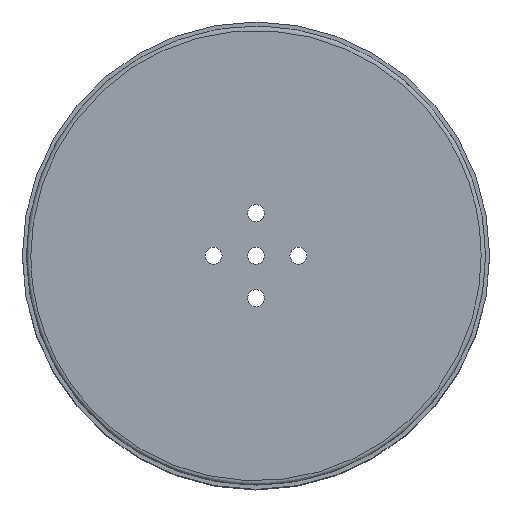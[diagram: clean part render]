
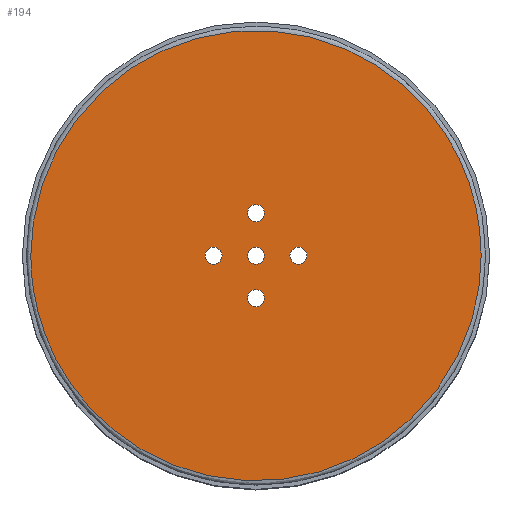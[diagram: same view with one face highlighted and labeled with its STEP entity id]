
A CAD part, top view. The second image highlights one B-rep face of the part: STEP entity #194.
In plain terms, the highlighted planar face has unit normal (0, 0, 1).
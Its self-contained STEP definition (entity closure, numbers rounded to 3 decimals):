
#31 = AXIS2_PLACEMENT_3D ( 'NONE', #576, #89, #655 ) ;
#49 = VERTEX_POINT ( 'NONE', #896 ) ;
#67 =( BOUNDED_CURVE ( )  B_SPLINE_CURVE ( 3, ( #244, #527, #802, #377, #727, #730, #117 ),
 .UNSPECIFIED., .T., .T. ) 
 B_SPLINE_CURVE_WITH_KNOTS ( ( 4, 3, 4 ),
 ( 0., 0.5, 1. ),
 .UNSPECIFIED. ) 
 CURVE ( )  GEOMETRIC_REPRESENTATION_ITEM ( )  RATIONAL_B_SPLINE_CURVE ( ( 1., 0.333, 0.333, 1., 0.333, 0.333, 1. ) ) 
 REPRESENTATION_ITEM ( '' )  );
#79 = ORIENTED_EDGE ( 'NONE', *, *, #881, .T. ) ;
#89 = DIRECTION ( 'NONE',  ( 0., 0., -1. ) ) ;
#92 = VERTEX_POINT ( 'NONE', #288 ) ;
#100 = CIRCLE ( 'NONE', #31, 1. ) ;
#103 = EDGE_CURVE ( 'NONE', #804, #804, #100, .T. ) ;
#105 = AXIS2_PLACEMENT_3D ( 'NONE', #443, #785, #301 ) ;
#109 = DIRECTION ( 'NONE',  ( 1., 0., 0. ) ) ;
#117 = CARTESIAN_POINT ( 'NONE',  ( 26.5, 0., 18. ) ) ;
#129 = EDGE_LOOP ( 'NONE', ( #689 ) ) ;
#139 = FACE_BOUND ( 'NONE', #525, .T. ) ;
#141 = AXIS2_PLACEMENT_3D ( 'NONE', #725, #316, #522 ) ;
#159 = DIRECTION ( 'NONE',  ( 0., 0., -1. ) ) ;
#176 = CIRCLE ( 'NONE', #311, 1. ) ;
#194 = ADVANCED_FACE ( 'NONE', ( #487, #360, #651, #674, #693, #139 ), #782, .T. ) ;
#197 = ORIENTED_EDGE ( 'NONE', *, *, #103, .T. ) ;
#211 = EDGE_LOOP ( 'NONE', ( #280 ) ) ;
#244 = CARTESIAN_POINT ( 'NONE',  ( 26.5, 0., 18. ) ) ;
#275 = DIRECTION ( 'NONE',  ( 0., 0., -1. ) ) ;
#276 = CIRCLE ( 'NONE', #105, 1. ) ;
#280 = ORIENTED_EDGE ( 'NONE', *, *, #577, .T. ) ;
#288 = CARTESIAN_POINT ( 'NONE',  ( 26.5, 0., 18. ) ) ;
#292 = CARTESIAN_POINT ( 'NONE',  ( -27., 0., 18. ) ) ;
#301 = DIRECTION ( 'NONE',  ( -1., 0., 0. ) ) ;
#311 = AXIS2_PLACEMENT_3D ( 'NONE', #750, #275, #832 ) ;
#316 = DIRECTION ( 'NONE',  ( 0., 0., -1. ) ) ;
#337 = EDGE_LOOP ( 'NONE', ( #835 ) ) ;
#341 = EDGE_CURVE ( 'NONE', #788, #788, #276, .T. ) ;
#347 = EDGE_LOOP ( 'NONE', ( #79 ) ) ;
#358 = AXIS2_PLACEMENT_3D ( 'NONE', #780, #159, #795 ) ;
#360 = FACE_BOUND ( 'NONE', #347, .T. ) ;
#377 = CARTESIAN_POINT ( 'NONE',  ( -26.5, 0., 18. ) ) ;
#383 = EDGE_CURVE ( 'NONE', #49, #49, #594, .T. ) ;
#393 = VERTEX_POINT ( 'NONE', #649 ) ;
#409 = VERTEX_POINT ( 'NONE', #496 ) ;
#429 = AXIS2_PLACEMENT_3D ( 'NONE', #292, #657, #109 ) ;
#443 = CARTESIAN_POINT ( 'NONE',  ( 0., 5., 18. ) ) ;
#448 = CIRCLE ( 'NONE', #141, 1. ) ;
#487 = FACE_OUTER_BOUND ( 'NONE', #337, .T. ) ;
#496 = CARTESIAN_POINT ( 'NONE',  ( -1., -5., 18. ) ) ;
#522 = DIRECTION ( 'NONE',  ( -1., 0., 0. ) ) ;
#525 = EDGE_LOOP ( 'NONE', ( #611 ) ) ;
#527 = CARTESIAN_POINT ( 'NONE',  ( 26.5, -53., 18. ) ) ;
#576 = CARTESIAN_POINT ( 'NONE',  ( 5., 0., 18. ) ) ;
#577 = EDGE_CURVE ( 'NONE', #393, #393, #448, .T. ) ;
#594 = CIRCLE ( 'NONE', #358, 1. ) ;
#611 = ORIENTED_EDGE ( 'NONE', *, *, #383, .T. ) ;
#626 = CARTESIAN_POINT ( 'NONE',  ( -1., 5., 18. ) ) ;
#649 = CARTESIAN_POINT ( 'NONE',  ( -6., 0., 18. ) ) ;
#651 = FACE_BOUND ( 'NONE', #894, .T. ) ;
#655 = DIRECTION ( 'NONE',  ( -1., 0., 0. ) ) ;
#657 = DIRECTION ( 'NONE',  ( 0., 0., 1. ) ) ;
#674 = FACE_BOUND ( 'NONE', #129, .T. ) ;
#689 = ORIENTED_EDGE ( 'NONE', *, *, #341, .T. ) ;
#693 = FACE_BOUND ( 'NONE', #211, .T. ) ;
#725 = CARTESIAN_POINT ( 'NONE',  ( -5., 0., 18. ) ) ;
#727 = CARTESIAN_POINT ( 'NONE',  ( -26.5, 53., 18. ) ) ;
#730 = CARTESIAN_POINT ( 'NONE',  ( 26.5, 53., 18. ) ) ;
#750 = CARTESIAN_POINT ( 'NONE',  ( 0., -5., 18. ) ) ;
#760 = CARTESIAN_POINT ( 'NONE',  ( 4., 0., 18. ) ) ;
#780 = CARTESIAN_POINT ( 'NONE',  ( 0., 0., 18. ) ) ;
#782 = PLANE ( 'NONE',  #429 ) ;
#785 = DIRECTION ( 'NONE',  ( 0., 0., -1. ) ) ;
#788 = VERTEX_POINT ( 'NONE', #626 ) ;
#795 = DIRECTION ( 'NONE',  ( -1., 0., 0. ) ) ;
#798 = EDGE_CURVE ( 'NONE', #92, #92, #67, .T. ) ;
#802 = CARTESIAN_POINT ( 'NONE',  ( -26.5, -53., 18. ) ) ;
#804 = VERTEX_POINT ( 'NONE', #760 ) ;
#832 = DIRECTION ( 'NONE',  ( -1., 0., 0. ) ) ;
#835 = ORIENTED_EDGE ( 'NONE', *, *, #798, .F. ) ;
#881 = EDGE_CURVE ( 'NONE', #409, #409, #176, .T. ) ;
#894 = EDGE_LOOP ( 'NONE', ( #197 ) ) ;
#896 = CARTESIAN_POINT ( 'NONE',  ( -1., 0., 18. ) ) ;
